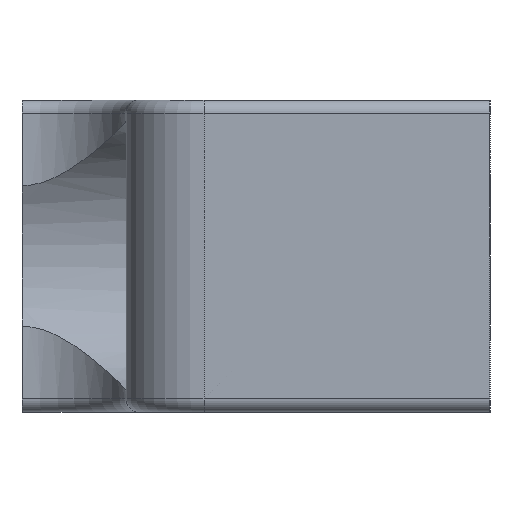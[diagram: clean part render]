
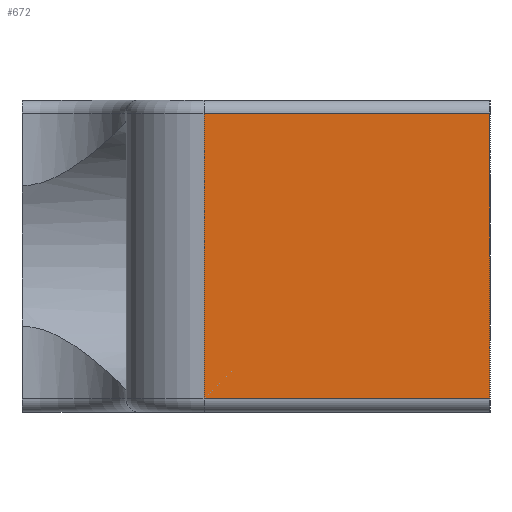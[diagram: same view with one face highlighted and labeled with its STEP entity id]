
A CAD part, left-side view. The second image highlights one B-rep face of the part: STEP entity #672.
In plain terms, the highlighted planar face has unit normal (-1, 0, 0).
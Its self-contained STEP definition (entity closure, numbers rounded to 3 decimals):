
#92 = CARTESIAN_POINT ( 'NONE',  ( 0., 14., -11.5 ) ) ;
#95 = DIRECTION ( 'NONE',  ( 0., 0., -1. ) ) ;
#130 = PLANE ( 'NONE',  #1017 ) ;
#150 = ORIENTED_EDGE ( 'NONE', *, *, #720, .T. ) ;
#160 = EDGE_CURVE ( 'NONE', #821, #384, #1418, .T. ) ;
#180 = CARTESIAN_POINT ( 'NONE',  ( 0., 0., -0.5 ) ) ;
#384 = VERTEX_POINT ( 'NONE', #1179 ) ;
#385 = VECTOR ( 'NONE', #795, 1000. ) ;
#464 = DIRECTION ( 'NONE',  ( 0., 0., -1. ) ) ;
#483 = EDGE_CURVE ( 'NONE', #384, #708, #1038, .T. ) ;
#500 = EDGE_CURVE ( 'NONE', #708, #944, #967, .T. ) ;
#534 = EDGE_LOOP ( 'NONE', ( #655, #679, #150, #543 ) ) ;
#543 = ORIENTED_EDGE ( 'NONE', *, *, #160, .T. ) ;
#569 = CARTESIAN_POINT ( 'NONE',  ( 0., 14., 0. ) ) ;
#592 = CARTESIAN_POINT ( 'NONE',  ( 0., 14., -0.5 ) ) ;
#643 = VECTOR ( 'NONE', #663, 1000. ) ;
#655 = ORIENTED_EDGE ( 'NONE', *, *, #483, .T. ) ;
#663 = DIRECTION ( 'NONE',  ( 0., -1., 0. ) ) ;
#672 = ADVANCED_FACE ( 'NONE', ( #1007 ), #130, .F. ) ;
#679 = ORIENTED_EDGE ( 'NONE', *, *, #500, .T. ) ;
#708 = VERTEX_POINT ( 'NONE', #1349 ) ;
#720 = EDGE_CURVE ( 'NONE', #944, #821, #986, .T. ) ;
#728 = VECTOR ( 'NONE', #95, 1000. ) ;
#795 = DIRECTION ( 'NONE',  ( 0., 0., 1. ) ) ;
#821 = VERTEX_POINT ( 'NONE', #180 ) ;
#944 = VERTEX_POINT ( 'NONE', #1287 ) ;
#954 = VECTOR ( 'NONE', #1331, 1000. ) ;
#967 = LINE ( 'NONE', #92, #643 ) ;
#986 = LINE ( 'NONE', #1370, #385 ) ;
#1007 = FACE_OUTER_BOUND ( 'NONE', #534, .T. ) ;
#1017 = AXIS2_PLACEMENT_3D ( 'NONE', #569, #1319, #464 ) ;
#1038 = LINE ( 'NONE', #1296, #728 ) ;
#1179 = CARTESIAN_POINT ( 'NONE',  ( 0., 11., -0.5 ) ) ;
#1287 = CARTESIAN_POINT ( 'NONE',  ( 0., 0., -11.5 ) ) ;
#1296 = CARTESIAN_POINT ( 'NONE',  ( 0., 11., 0. ) ) ;
#1319 = DIRECTION ( 'NONE',  ( 1., 0., 0. ) ) ;
#1331 = DIRECTION ( 'NONE',  ( 0., 1., 0. ) ) ;
#1349 = CARTESIAN_POINT ( 'NONE',  ( 0., 11., -11.5 ) ) ;
#1370 = CARTESIAN_POINT ( 'NONE',  ( 0., 0., 0. ) ) ;
#1418 = LINE ( 'NONE', #592, #954 ) ;
